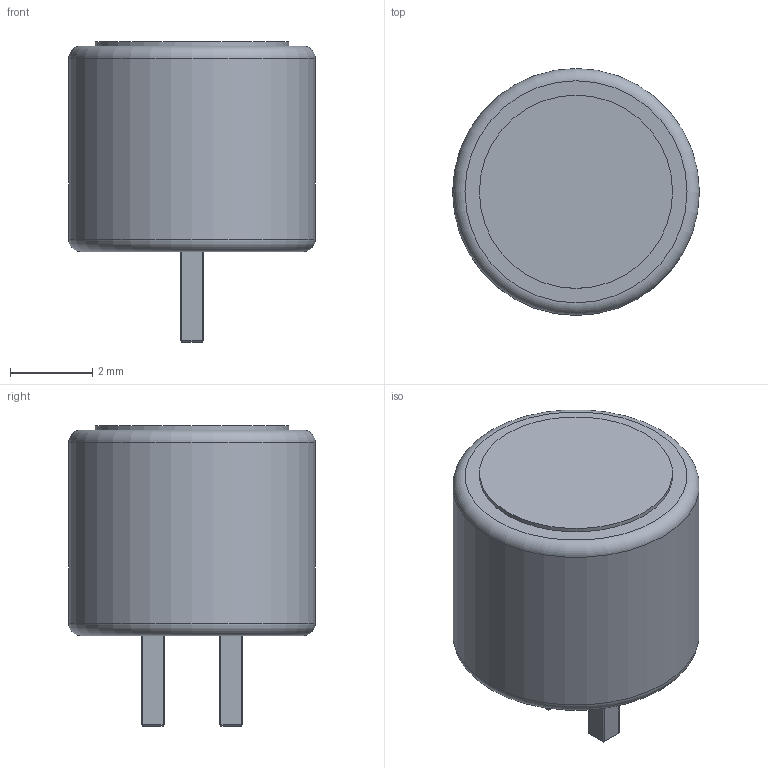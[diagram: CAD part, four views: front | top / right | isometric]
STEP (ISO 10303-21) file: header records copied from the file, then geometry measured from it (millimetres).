
FILE_DESCRIPTION(/* description */ (''),/* implementation_level */ '2;1');
FILE_NAME(/* name */ 'Microphone 6x5.stp',/* time_stamp */ '2022-04-26T19:15:47+03:00',/* author */ ('Mikhail_Sadilov'),/* organization */ (''),/* preprocessor_version */ 'ST-DEVELOPER v18.1',/* originating_system */ 'Autodesk Inventor 2022',/* authorisation */ '');
FILE_SCHEMA (('AUTOMOTIVE_DESIGN { 1 0 10303 214 3 1 1 }'));
Length unit declared in the file: millimetre
Products named in the file (1): Microphone 6x5
Bounding box: 6 x 6 x 7.3 mm (x, y, z)
Volume: 140.4 mm3; surface area: 193.6 mm2
Topology: 2 solids, 2 shells, 67 faces, 157 edges, 88 vertices
Faces by surface type: plane 32, bspline 14, cylinder 10, cone 8, torus 3
Full cylindrical faces by diameter (mm): 4.7 x1, 6 x1
Entity records: 2500 total; most frequent: CARTESIAN_POINT 941, ORIENTED_EDGE 298, DIRECTION 266, EDGE_CURVE 149, AXIS2_PLACEMENT_3D 89, LINE 88, VECTOR 88, VERTEX_POINT 88
